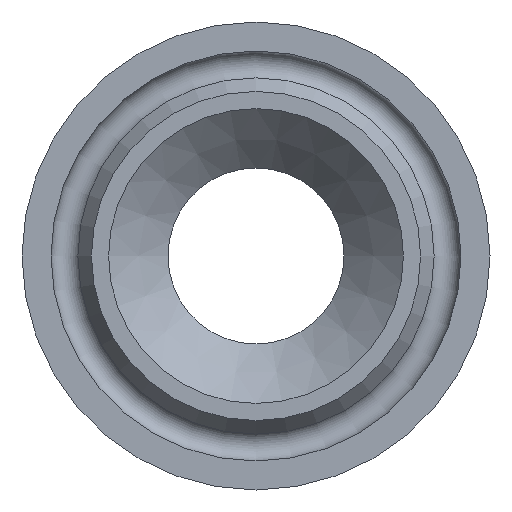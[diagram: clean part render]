
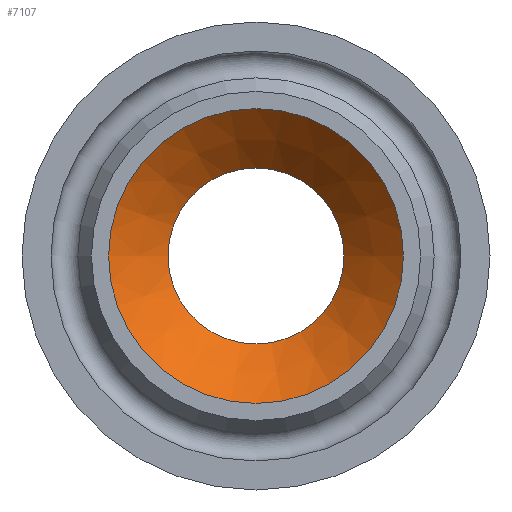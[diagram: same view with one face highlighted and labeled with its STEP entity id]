
A CAD part, left-side view. The second image highlights one B-rep face of the part: STEP entity #7107.
In plain terms, the highlighted conical face has half-angle 45 degrees and reference radius 6.287 mm.
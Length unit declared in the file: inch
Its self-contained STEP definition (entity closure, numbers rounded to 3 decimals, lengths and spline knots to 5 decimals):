
#17=CONICAL_SURFACE('',#7513,0.2475,45.);
#101=FACE_BOUND('',#1276,.T.);
#842=FACE_OUTER_BOUND('',#1275,.T.);
#1275=EDGE_LOOP('',(#6629));
#1276=EDGE_LOOP('',(#6630));
#2448=CIRCLE('',#7514,0.31);
#2449=CIRCLE('',#7515,0.185);
#3504=VERTEX_POINT('',#15456);
#3505=VERTEX_POINT('',#15458);
#4552=EDGE_CURVE('',#3504,#3504,#2448,.T.);
#4553=EDGE_CURVE('',#3505,#3505,#2449,.T.);
#6629=ORIENTED_EDGE('',*,*,#4552,.F.);
#6630=ORIENTED_EDGE('',*,*,#4553,.F.);
#7107=ADVANCED_FACE('',(#842,#101),#17,.F.);
#7513=AXIS2_PLACEMENT_3D('',#15455,#8820,#8821);
#7514=AXIS2_PLACEMENT_3D('',#15457,#8822,#8823);
#7515=AXIS2_PLACEMENT_3D('',#15459,#8824,#8825);
#8820=DIRECTION('center_axis',(-1.,0.,0.));
#8821=DIRECTION('ref_axis',(0.,-1.,0.));
#8822=DIRECTION('center_axis',(1.,0.,0.));
#8823=DIRECTION('ref_axis',(0.,-1.,0.));
#8824=DIRECTION('center_axis',(-1.,0.,0.));
#8825=DIRECTION('ref_axis',(0.,-1.,0.));
#15455=CARTESIAN_POINT('Origin',(0.0935,0.,0.));
#15456=CARTESIAN_POINT('',(0.031,-0.31,0.));
#15457=CARTESIAN_POINT('Origin',(0.031,0.,0.));
#15458=CARTESIAN_POINT('',(0.156,-0.185,0.));
#15459=CARTESIAN_POINT('Origin',(0.156,0.,0.));
